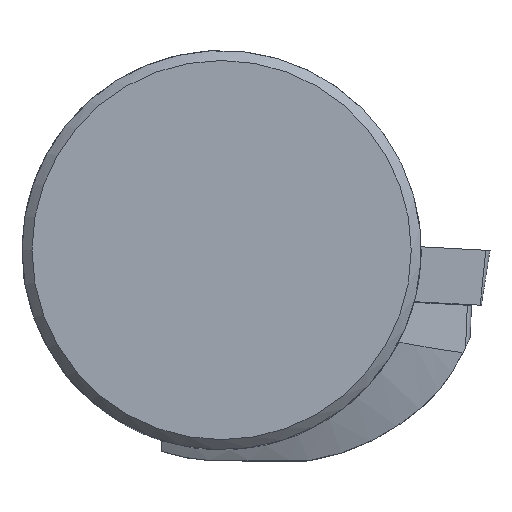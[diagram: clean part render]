
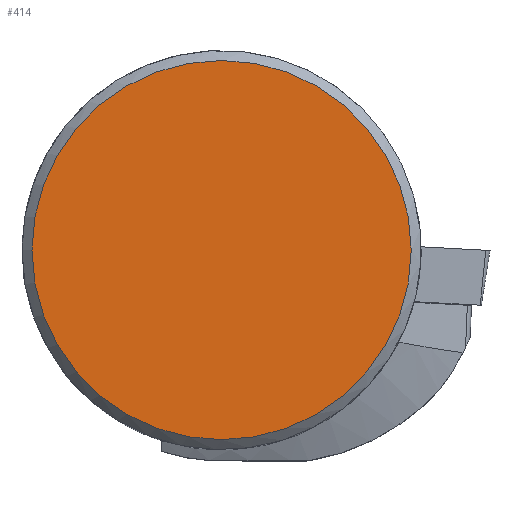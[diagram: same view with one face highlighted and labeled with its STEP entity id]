
A CAD part, top view. The second image highlights one B-rep face of the part: STEP entity #414.
In plain terms, the highlighted planar face has unit normal (0, 0, 1).
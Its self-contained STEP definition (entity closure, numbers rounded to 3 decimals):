
#129=PLANE('',#1467);
#414=ADVANCED_FACE('',(#487),#129,.T.);
#487=FACE_OUTER_BOUND('',#554,.T.);
#554=EDGE_LOOP('',(#907));
#606=CIRCLE('',#1465,19.);
#907=ORIENTED_EDGE('',*,*,#1239,.F.);
#1077=VERTEX_POINT('',#2387);
#1239=EDGE_CURVE('',#1077,#1077,#606,.T.);
#1465=AXIS2_PLACEMENT_3D('',#2386,#1781,#1782);
#1467=AXIS2_PLACEMENT_3D('',#2389,#1785,#1786);
#1781=DIRECTION('',(0.,0.,-1.));
#1782=DIRECTION('',(-1.,0.,0.));
#1785=DIRECTION('',(0.,0.,1.));
#1786=DIRECTION('',(1.,0.,0.));
#2386=CARTESIAN_POINT('',(0.,0.,0.325));
#2387=CARTESIAN_POINT('',(-19.,0.,0.325));
#2389=CARTESIAN_POINT('',(0.,0.,0.325));
